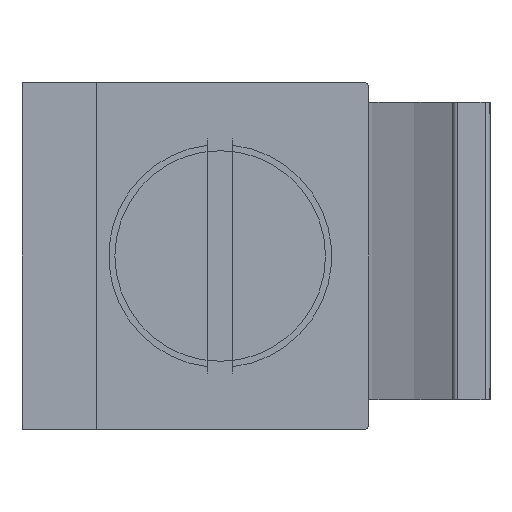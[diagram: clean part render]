
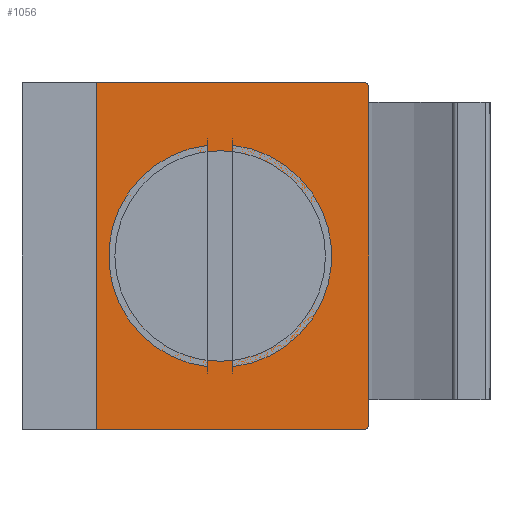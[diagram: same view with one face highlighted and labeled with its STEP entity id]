
A CAD part, left-side view. The second image highlights one B-rep face of the part: STEP entity #1056.
In plain terms, the highlighted planar face has unit normal (-1, 0, 0).
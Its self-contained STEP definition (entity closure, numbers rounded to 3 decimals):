
#63=FACE_BOUND('',#187,.T.);
#90=PLANE('',#1125);
#124=FACE_OUTER_BOUND('',#186,.T.);
#186=EDGE_LOOP('',(#753,#754,#755,#756,#757,#758));
#187=EDGE_LOOP('',(#759));
#274=LINE('',#1601,#359);
#277=LINE('',#1607,#362);
#278=LINE('',#1609,#363);
#279=LINE('',#1611,#364);
#359=VECTOR('',#1260,13.6);
#362=VECTOR('',#1265,10.8);
#363=VECTOR('',#1266,14.);
#364=VECTOR('',#1267,10.8);
#442=CIRCLE('',#1122,0.2);
#444=CIRCLE('',#1126,0.2);
#445=CIRCLE('',#1127,4.25);
#497=VERTEX_POINT('',#1591);
#498=VERTEX_POINT('',#1592);
#501=VERTEX_POINT('',#1600);
#503=VERTEX_POINT('',#1606);
#504=VERTEX_POINT('',#1608);
#505=VERTEX_POINT('',#1610);
#506=VERTEX_POINT('',#1613);
#601=EDGE_CURVE('',#497,#498,#442,.T.);
#605=EDGE_CURVE('',#498,#501,#274,.T.);
#608=EDGE_CURVE('',#497,#503,#277,.T.);
#609=EDGE_CURVE('',#503,#504,#278,.T.);
#610=EDGE_CURVE('',#504,#505,#279,.T.);
#611=EDGE_CURVE('',#501,#505,#444,.T.);
#612=EDGE_CURVE('',#506,#506,#445,.T.);
#753=ORIENTED_EDGE('',*,*,#601,.F.);
#754=ORIENTED_EDGE('',*,*,#608,.T.);
#755=ORIENTED_EDGE('',*,*,#609,.T.);
#756=ORIENTED_EDGE('',*,*,#610,.T.);
#757=ORIENTED_EDGE('',*,*,#611,.F.);
#758=ORIENTED_EDGE('',*,*,#605,.F.);
#759=ORIENTED_EDGE('',*,*,#612,.T.);
#1056=ADVANCED_FACE('',(#124,#63),#90,.T.);
#1122=AXIS2_PLACEMENT_3D('',#1593,#1252,#1253);
#1125=AXIS2_PLACEMENT_3D('',#1605,#1263,#1264);
#1126=AXIS2_PLACEMENT_3D('',#1612,#1268,#1269);
#1127=AXIS2_PLACEMENT_3D('',#1614,#1270,#1271);
#1252=DIRECTION('center_axis',(1.,0.,0.));
#1253=DIRECTION('ref_axis',(0.,0.707,-0.707));
#1260=DIRECTION('',(0.,0.,1.));
#1263=DIRECTION('center_axis',(-1.,0.,0.));
#1264=DIRECTION('ref_axis',(0.,0.,1.));
#1265=DIRECTION('',(0.,-1.,0.));
#1266=DIRECTION('',(0.,0.,1.));
#1267=DIRECTION('',(0.,1.,0.));
#1268=DIRECTION('center_axis',(1.,0.,0.));
#1269=DIRECTION('ref_axis',(0.,0.707,0.707));
#1270=DIRECTION('center_axis',(1.,0.,0.));
#1271=DIRECTION('ref_axis',(0.,-1.,0.));
#1591=CARTESIAN_POINT('',(-21.25,13.8,0.));
#1592=CARTESIAN_POINT('',(-21.25,14.,0.2));
#1593=CARTESIAN_POINT('Origin',(-21.25,13.8,0.2));
#1600=CARTESIAN_POINT('',(-21.25,14.,13.8));
#1601=CARTESIAN_POINT('',(-21.25,14.,0.));
#1605=CARTESIAN_POINT('Origin',(-21.25,3.,0.));
#1606=CARTESIAN_POINT('',(-21.25,3.,0.));
#1607=CARTESIAN_POINT('',(-21.25,14.,0.));
#1608=CARTESIAN_POINT('',(-21.25,3.,14.));
#1609=CARTESIAN_POINT('',(-21.25,3.,0.));
#1610=CARTESIAN_POINT('',(-21.25,13.8,14.));
#1611=CARTESIAN_POINT('',(-21.25,14.,14.));
#1612=CARTESIAN_POINT('Origin',(-21.25,13.8,13.8));
#1613=CARTESIAN_POINT('',(-21.25,3.75,7.));
#1614=CARTESIAN_POINT('Origin',(-21.25,8.,7.));
